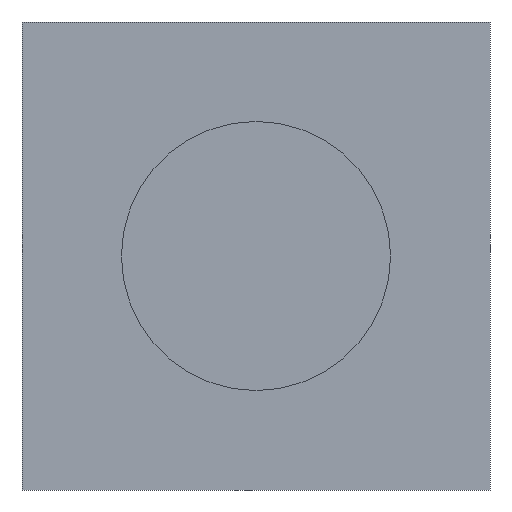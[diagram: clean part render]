
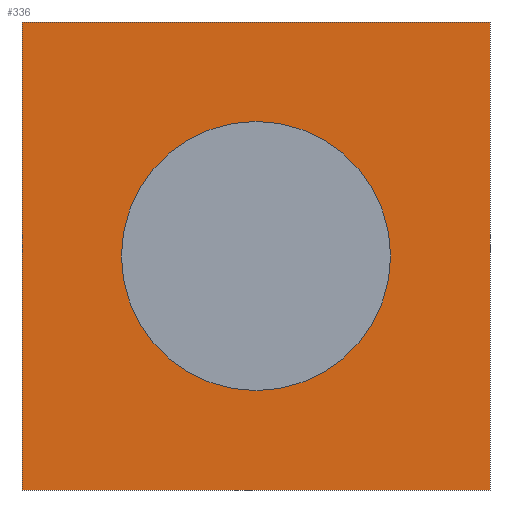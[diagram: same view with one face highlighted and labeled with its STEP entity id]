
A CAD part, front view. The second image highlights one B-rep face of the part: STEP entity #336.
In plain terms, the highlighted planar face has unit normal (0, -1, 0).
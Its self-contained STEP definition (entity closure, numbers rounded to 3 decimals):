
#20=FACE_BOUND('',#140,.T.);
#51=LINE('',#546,#89);
#54=LINE('',#551,#92);
#56=LINE('',#555,#94);
#58=LINE('',#558,#96);
#89=VECTOR('',#453,10.);
#92=VECTOR('',#458,10.);
#94=VECTOR('',#462,10.);
#96=VECTOR('',#466,10.);
#116=FACE_OUTER_BOUND('',#139,.T.);
#139=EDGE_LOOP('',(#294,#295,#296,#297));
#140=EDGE_LOOP('',(#298));
#144=CIRCLE('',#375,1.15);
#168=VERTEX_POINT('',#540);
#169=VERTEX_POINT('',#544);
#170=VERTEX_POINT('',#545);
#171=VERTEX_POINT('',#550);
#172=VERTEX_POINT('',#554);
#206=EDGE_CURVE('',#168,#168,#144,.T.);
#207=EDGE_CURVE('',#169,#170,#51,.T.);
#210=EDGE_CURVE('',#171,#169,#54,.T.);
#212=EDGE_CURVE('',#172,#171,#56,.T.);
#214=EDGE_CURVE('',#170,#172,#58,.T.);
#294=ORIENTED_EDGE('',*,*,#214,.F.);
#295=ORIENTED_EDGE('',*,*,#207,.F.);
#296=ORIENTED_EDGE('',*,*,#210,.F.);
#297=ORIENTED_EDGE('',*,*,#212,.F.);
#298=ORIENTED_EDGE('',*,*,#206,.F.);
#316=PLANE('',#380);
#336=ADVANCED_FACE('',(#116,#20),#316,.F.);
#375=AXIS2_PLACEMENT_3D('',#542,#449,#450);
#380=AXIS2_PLACEMENT_3D('',#559,#467,#468);
#449=DIRECTION('center_axis',(0.,-1.,0.));
#450=DIRECTION('ref_axis',(1.,0.,0.));
#453=DIRECTION('',(0.,0.,-1.));
#458=DIRECTION('',(1.,0.,0.));
#462=DIRECTION('',(0.,0.,1.));
#466=DIRECTION('',(-1.,0.,0.));
#467=DIRECTION('center_axis',(0.,1.,0.));
#468=DIRECTION('ref_axis',(0.,0.,1.));
#540=CARTESIAN_POINT('',(-1.15,0.,0.));
#542=CARTESIAN_POINT('Origin',(0.,0.,0.));
#544=CARTESIAN_POINT('',(2.,0.,2.));
#545=CARTESIAN_POINT('',(2.,0.,-2.));
#546=CARTESIAN_POINT('',(2.,0.,2.));
#550=CARTESIAN_POINT('',(-2.,0.,2.));
#551=CARTESIAN_POINT('',(-2.,0.,2.));
#554=CARTESIAN_POINT('',(-2.,0.,-2.));
#555=CARTESIAN_POINT('',(-2.,0.,-2.));
#558=CARTESIAN_POINT('',(2.,0.,-2.));
#559=CARTESIAN_POINT('Origin',(0.,0.,0.));
